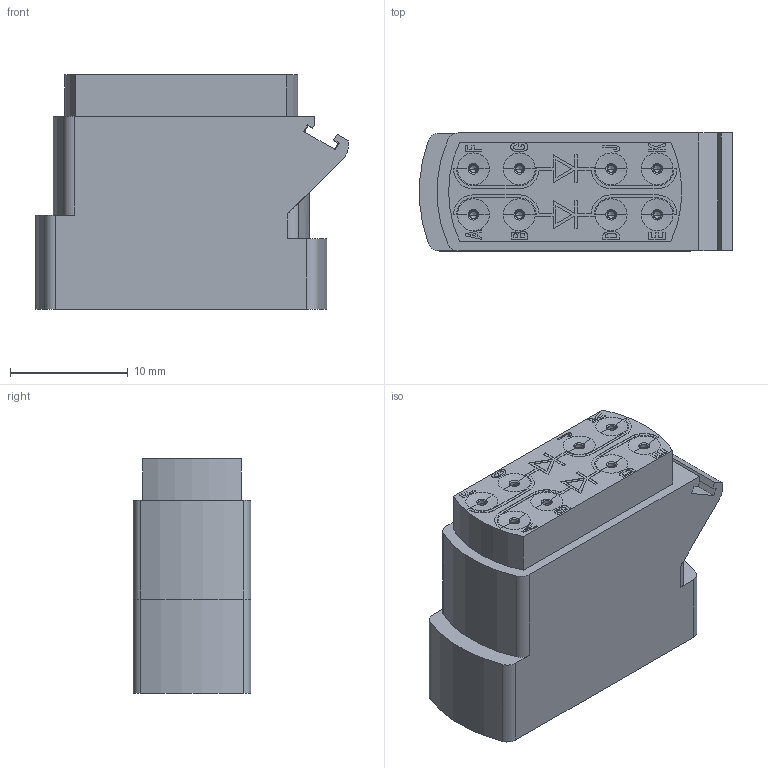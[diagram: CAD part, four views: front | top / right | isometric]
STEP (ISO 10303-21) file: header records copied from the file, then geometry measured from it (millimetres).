
FILE_DESCRIPTION((''),'2;1');
FILE_NAME('00113090102','2020-09-03T',('presta_be4'),(''),'CREO PARAMETRIC BY PTC INC, 2018360','CREO PARAMETRIC BY PTC INC, 2018360','');
FILE_SCHEMA(('CONFIG_CONTROL_DESIGN'));
Products named in the file (1): 00113090102
Bounding box: 26.57 x 10 x 19.92 mm (x, y, z)
Volume: 3560.5 mm3; surface area: 4817.7 mm2
Topology: 1 solids, 1 shells, 2052 faces, 5289 edges, 3284 vertices
Faces by surface type: plane 1148, cone 320, cylinder 319, torus 196, extrusion 65, revolution 4
Entity records: 69083 total; most frequent: CARTESIAN_POINT 18748, DIRECTION 10670, ORIENTED_EDGE 10546, EDGE_CURVE 5273, AXIS2_PLACEMENT_3D 3978, VERTEX_POINT 3284, VECTOR 2710, LINE 2645
